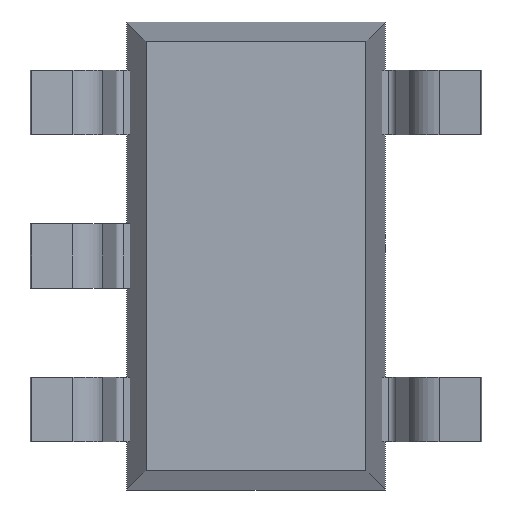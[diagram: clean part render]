
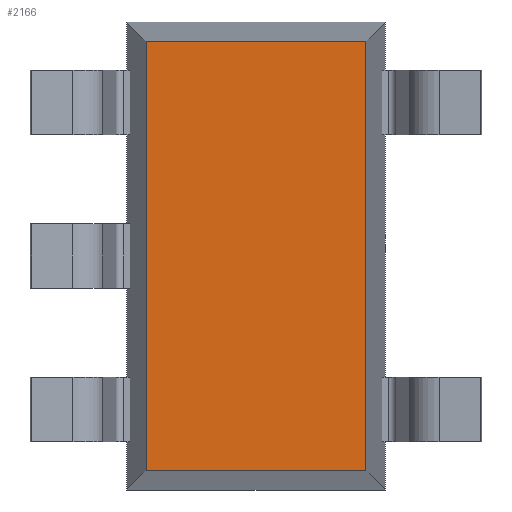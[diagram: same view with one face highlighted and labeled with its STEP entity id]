
A CAD part, front view. The second image highlights one B-rep face of the part: STEP entity #2166.
In plain terms, the highlighted planar face has unit normal (0, -1, 0).
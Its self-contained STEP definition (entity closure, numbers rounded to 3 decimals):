
#259 = DIRECTION ( 'NONE',  ( 0., 0., 1. ) ) ;
#292 = VERTEX_POINT ( 'NONE', #1085 ) ;
#311 = DIRECTION ( 'NONE',  ( -1., 0., 0. ) ) ;
#312 = CARTESIAN_POINT ( 'NONE',  ( 0.682, 0.15, 0. ) ) ;
#328 = DIRECTION ( 'NONE',  ( 1., 0., 0. ) ) ;
#371 = EDGE_CURVE ( 'NONE', #416, #706, #1294, .T. ) ;
#392 = ORIENTED_EDGE ( 'NONE', *, *, #1716, .F. ) ;
#416 = VERTEX_POINT ( 'NONE', #526 ) ;
#426 = FACE_OUTER_BOUND ( 'NONE', #1678, .T. ) ;
#490 = VECTOR ( 'NONE', #259, 1000. ) ;
#526 = CARTESIAN_POINT ( 'NONE',  ( 0.682, 0.15, 1.332 ) ) ;
#533 = DIRECTION ( 'NONE',  ( 0., 0., 1. ) ) ;
#645 = LINE ( 'NONE', #1368, #2597 ) ;
#706 = VERTEX_POINT ( 'NONE', #1236 ) ;
#876 = VECTOR ( 'NONE', #1497, 1000. ) ;
#1085 = CARTESIAN_POINT ( 'NONE',  ( -0.682, 0.15, -1.332 ) ) ;
#1088 = EDGE_CURVE ( 'NONE', #1457, #416, #645, .T. ) ;
#1236 = CARTESIAN_POINT ( 'NONE',  ( 0.682, 0.15, -1.332 ) ) ;
#1294 = LINE ( 'NONE', #312, #876 ) ;
#1340 = CARTESIAN_POINT ( 'NONE',  ( 0., 0.15, -1.332 ) ) ;
#1344 = AXIS2_PLACEMENT_3D ( 'NONE', #1764, #2002, #533 ) ;
#1368 = CARTESIAN_POINT ( 'NONE',  ( 0., 0.15, 1.332 ) ) ;
#1457 = VERTEX_POINT ( 'NONE', #1483 ) ;
#1483 = CARTESIAN_POINT ( 'NONE',  ( -0.682, 0.15, 1.332 ) ) ;
#1495 = LINE ( 'NONE', #1340, #2520 ) ;
#1497 = DIRECTION ( 'NONE',  ( 0., 0., -1. ) ) ;
#1499 = CARTESIAN_POINT ( 'NONE',  ( -0.682, 0.15, 0. ) ) ;
#1563 = PLANE ( 'NONE',  #1344 ) ;
#1584 = LINE ( 'NONE', #1499, #490 ) ;
#1678 = EDGE_LOOP ( 'NONE', ( #2124, #392, #2461, #1696 ) ) ;
#1696 = ORIENTED_EDGE ( 'NONE', *, *, #1088, .F. ) ;
#1716 = EDGE_CURVE ( 'NONE', #706, #292, #1495, .T. ) ;
#1764 = CARTESIAN_POINT ( 'NONE',  ( 0., 0.15, 0. ) ) ;
#2002 = DIRECTION ( 'NONE',  ( 0., 1., 0. ) ) ;
#2124 = ORIENTED_EDGE ( 'NONE', *, *, #2270, .F. ) ;
#2166 = ADVANCED_FACE ( 'NONE', ( #426 ), #1563, .F. ) ;
#2270 = EDGE_CURVE ( 'NONE', #292, #1457, #1584, .T. ) ;
#2461 = ORIENTED_EDGE ( 'NONE', *, *, #371, .F. ) ;
#2520 = VECTOR ( 'NONE', #311, 1000. ) ;
#2597 = VECTOR ( 'NONE', #328, 1000. ) ;
